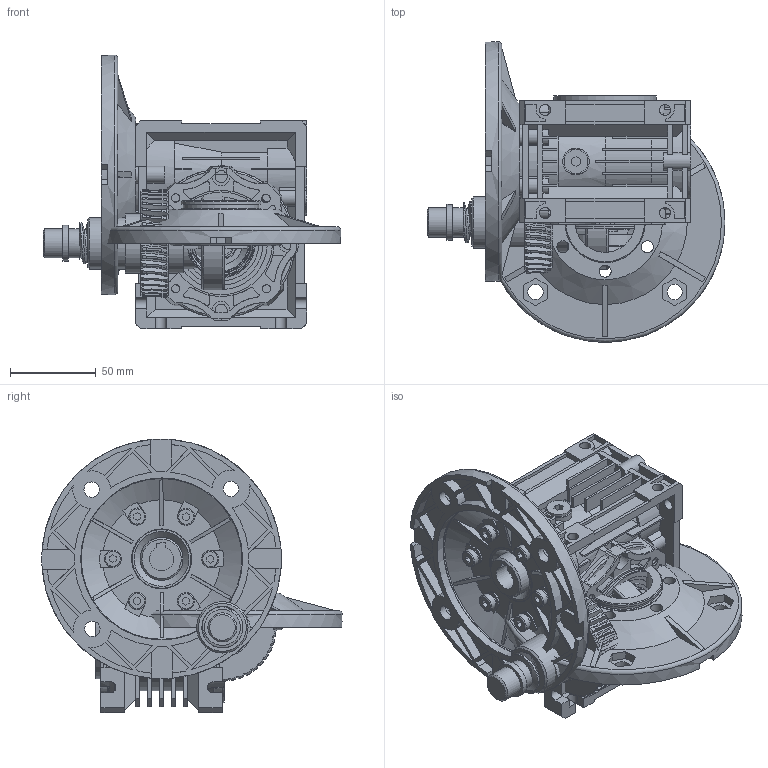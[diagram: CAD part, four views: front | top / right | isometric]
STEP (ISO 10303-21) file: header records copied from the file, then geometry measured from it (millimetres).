
FILE_DESCRIPTION( ( 'Unknown' ), '1' );
FILE_NAME( 'RV40.stp', 'Unknown', ( 'Unknown' ), ( 'Unknown' ), 'PSStep 10.0', 'Unknown', ' ' );
FILE_SCHEMA( ( 'automotive_design' ) );
Length unit declared in the file: millimetre
Products named in the file (23): Assem1; Cu-rrs 6005; Cu-rrs 6006; Cu-rrs 6203; V-tcei M  6 x 12; Anello-elastico-chiuso  40; SM-F  30x40x7; SM-F  30x40x7-oa0; SM-F 25x35x7; TCBCE M 10x1; Or OR2175; Or OR 3256; V-tcbei88fine M  6 x 16; corpo_40; Corona_40; Vite_40_D14; Flangia_laterale_40; TAPPO_40; targhetta_cmr_40; 2240040E01403
Bounding box: 174 x 175.5 x 160 mm (x, y, z)
Volume: 1048259.6 mm3; surface area: 577616.6 mm2
Topology: 53 solids, 60 shells, 3713 faces, 9810 edges, 6467 vertices
Faces by surface type: plane 1990, cylinder 1074, cone 440, torus 179, extrusion 26, bspline 4
Full cylindrical faces by diameter (mm): 2.5 x4, 4.8 x6, 4.917 x36, 6 x12, 6.5 x12, 7 x20, 8.917 x2, 9 x8, 10 x14, 10.5 x8, 14 x2, 15.5 x2, 17 x22, 21 x2, 24.2 x4, 25 x4, 29 x2, 30 x7, 32 x4, 32.9 x4, 33.833 x2, 35 x8, 35.6 x6, 38 x2, 38.833 x4, 40 x16, 40.3 x4, 42.6 x2, 44.3 x2, 47 x8
Entity records: 59191 total; most frequent: CARTESIAN_POINT 14149, ORIENTED_EDGE 9036, DIRECTION 8865, EDGE_CURVE 4518, AXIS2_PLACEMENT_3D 3264, VERTEX_POINT 3089, VECTOR 2337, LINE 2324
